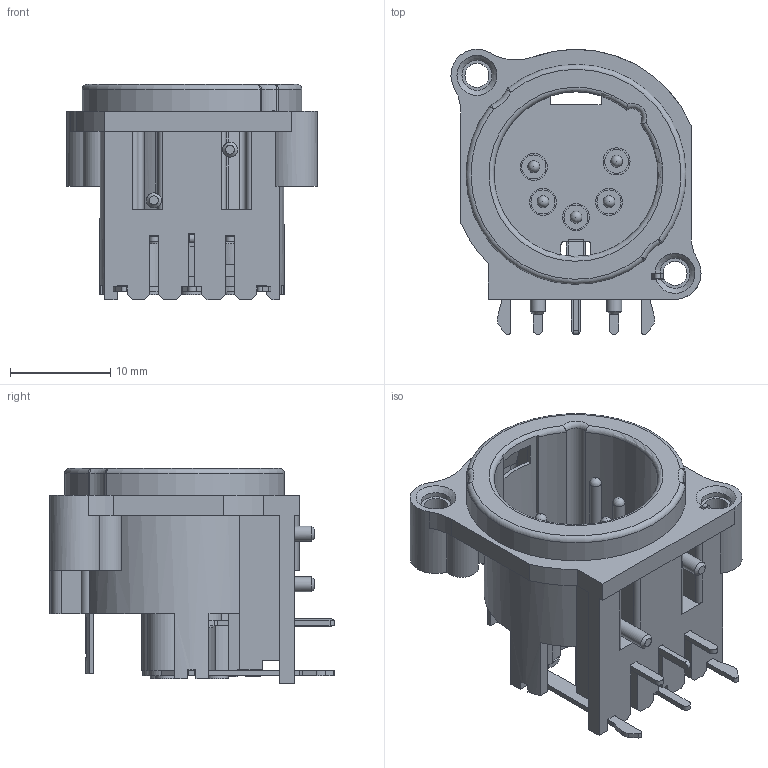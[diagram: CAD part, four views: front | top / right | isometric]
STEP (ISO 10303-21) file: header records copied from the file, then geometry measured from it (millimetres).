
FILE_DESCRIPTION((''),'2;1');
FILE_NAME('AC5MAH-AU.stp','2012-03-20T16:11:41',('minh'),(''),'Autodesk Inventor 2012','Autodesk Inventor 2012','');
FILE_SCHEMA(('AUTOMOTIVE_DESIGN { 1 0 10303 214 1 1 1 1 }'));
Length unit declared in the file: millimetre
Products named in the file (14): AC5MAH-AU; fayC1EDu9w8-None_1; fayC1EDu9w8-None_1A; fayC1EDu9w8-None_1B; fayC1EDu9w8-None_1C; fayC1EDu9w8-None_1D; fayC1EDu9w8-None_1E; fayC1EDu9w8-None_1F; fayC1EDu9w8-None_1G; fayC1EDu9w8-None_1H; fayC1EDu9w8-None_1I; fayC1EDu9w8-None_1J; fayC1EDu9w8-None_1K; fayC1EDu9w8-None_1L
Assembly tree (13 placements, depth 2):
  AC5MAH-AU
    fayC1EDu9w8-None_1
    fayC1EDu9w8-None_1A
    fayC1EDu9w8-None_1B
    fayC1EDu9w8-None_1C
    fayC1EDu9w8-None_1D
    fayC1EDu9w8-None_1E
    fayC1EDu9w8-None_1F
    fayC1EDu9w8-None_1G
    fayC1EDu9w8-None_1H
    fayC1EDu9w8-None_1I
    fayC1EDu9w8-None_1J
    fayC1EDu9w8-None_1K
    fayC1EDu9w8-None_1L
Bounding box: 25 x 28.5 x 21.5 mm (x, y, z)
Volume: 3204.4 mm3; surface area: 5934.1 mm2
Topology: 13 solids, 13 shells, 577 faces, 1570 edges, 1037 vertices
Faces by surface type: plane 375, cylinder 172, torus 11, cone 10, sphere 9
Full cylindrical faces by diameter (mm): 1 x5, 1.18 x5, 1.2 x2, 1.5 x2, 1.6 x5, 1.7 x5, 1.9 x5, 2.2 x5, 2.4 x6, 2.7 x5, 3 x2
Entity records: 18311 total; most frequent: CARTESIAN_POINT 3334, DIRECTION 3088, ORIENTED_EDGE 2952, EDGE_CURVE 1476, VECTOR 1042, LINE 1042, AXIS2_PLACEMENT_3D 1023, VERTEX_POINT 1008
